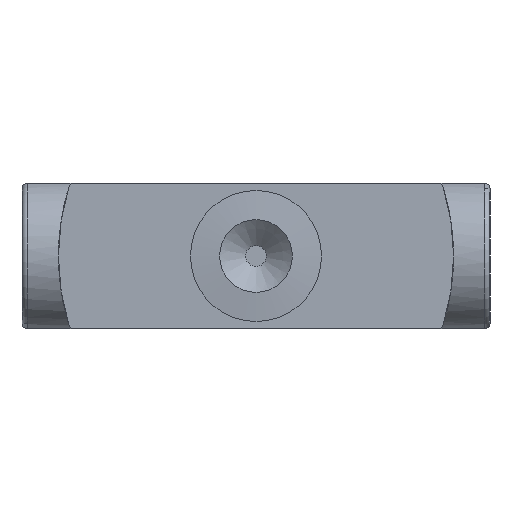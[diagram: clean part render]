
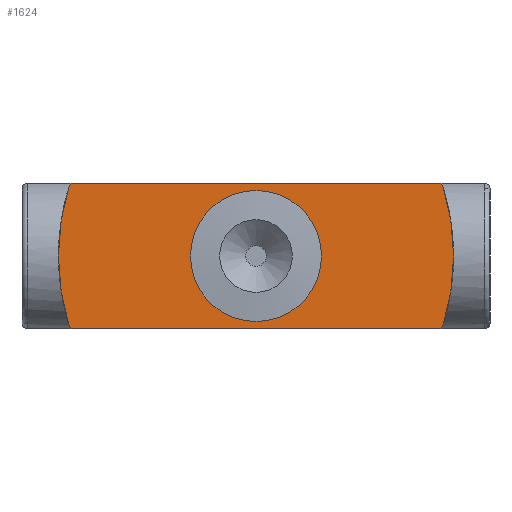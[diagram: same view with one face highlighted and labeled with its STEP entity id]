
A CAD part, left-side view. The second image highlights one B-rep face of the part: STEP entity #1624.
In plain terms, the highlighted planar face has unit normal (-1, 0, 0).
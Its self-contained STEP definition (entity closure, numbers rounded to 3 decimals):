
#38=PLANE('',#1735);
#69=CIRCLE('',#1709,0.5);
#70=CIRCLE('',#1711,22.);
#71=CIRCLE('',#1713,0.5);
#75=CIRCLE('',#1721,0.5);
#77=CIRCLE('',#1725,0.5);
#79=CIRCLE('',#1729,22.);
#83=CIRCLE('',#1736,6.3);
#301=ORIENTED_EDGE('',*,*,#552,.F.);
#302=ORIENTED_EDGE('',*,*,#541,.F.);
#303=ORIENTED_EDGE('',*,*,#548,.F.);
#304=ORIENTED_EDGE('',*,*,#544,.F.);
#305=ORIENTED_EDGE('',*,*,#510,.F.);
#306=ORIENTED_EDGE('',*,*,#528,.F.);
#307=ORIENTED_EDGE('',*,*,#526,.F.);
#308=ORIENTED_EDGE('',*,*,#524,.F.);
#309=ORIENTED_EDGE('',*,*,#494,.F.);
#494=EDGE_CURVE('',#642,#643,#728,.T.);
#510=EDGE_CURVE('',#651,#652,#738,.T.);
#524=EDGE_CURVE('',#643,#660,#69,.T.);
#526=EDGE_CURVE('',#660,#661,#70,.T.);
#528=EDGE_CURVE('',#661,#651,#71,.T.);
#541=EDGE_CURVE('',#668,#642,#75,.T.);
#544=EDGE_CURVE('',#652,#670,#77,.T.);
#548=EDGE_CURVE('',#670,#668,#79,.T.);
#552=EDGE_CURVE('',#674,#674,#83,.F.);
#642=VERTEX_POINT('',#2316);
#643=VERTEX_POINT('',#2318);
#651=VERTEX_POINT('',#2342);
#652=VERTEX_POINT('',#2344);
#660=VERTEX_POINT('',#2373);
#661=VERTEX_POINT('',#2377);
#668=VERTEX_POINT('',#2441);
#670=VERTEX_POINT('',#2449);
#674=VERTEX_POINT('',#2466);
#728=LINE('',#2317,#788);
#738=LINE('',#2343,#798);
#788=VECTOR('',#1868,1000.);
#798=VECTOR('',#1892,1000.);
#867=EDGE_LOOP('',(#301));
#868=EDGE_LOOP('',(#302,#303,#304,#305,#306,#307,#308,#309));
#971=FACE_BOUND('',#867,.T.);
#972=FACE_BOUND('',#868,.T.);
#1624=ADVANCED_FACE('',(#971,#972),#38,.F.);
#1709=AXIS2_PLACEMENT_3D('',#2372,#1923,#1924);
#1711=AXIS2_PLACEMENT_3D('',#2376,#1928,#1929);
#1713=AXIS2_PLACEMENT_3D('',#2380,#1933,#1934);
#1721=AXIS2_PLACEMENT_3D('',#2442,#1950,#1951);
#1725=AXIS2_PLACEMENT_3D('',#2448,#1959,#1960);
#1729=AXIS2_PLACEMENT_3D('',#2456,#1969,#1970);
#1735=AXIS2_PLACEMENT_3D('',#2464,#1981,#1982);
#1736=AXIS2_PLACEMENT_3D('',#2465,#1983,#1984);
#1868=DIRECTION('',(0.,-1.,0.));
#1892=DIRECTION('',(0.,1.,0.));
#1923=DIRECTION('',(1.,0.,0.));
#1924=DIRECTION('',(0.,0.,-1.));
#1928=DIRECTION('',(1.,0.,0.));
#1929=DIRECTION('',(0.,0.,-1.));
#1933=DIRECTION('',(1.,0.,0.));
#1934=DIRECTION('',(0.,0.,-1.));
#1950=DIRECTION('',(1.,0.,0.));
#1951=DIRECTION('',(0.,0.,-1.));
#1959=DIRECTION('',(1.,0.,0.));
#1960=DIRECTION('',(0.,0.,-1.));
#1969=DIRECTION('',(1.,0.,0.));
#1970=DIRECTION('',(0.,0.,-1.));
#1981=DIRECTION('',(1.,0.,0.));
#1982=DIRECTION('',(0.,0.,-1.));
#1983=DIRECTION('',(1.,0.,0.));
#1984=DIRECTION('',(0.,0.,-1.));
#2316=CARTESIAN_POINT('',(0.,36.494,7.));
#2317=CARTESIAN_POINT('',(0.,36.494,7.));
#2318=CARTESIAN_POINT('',(0.,1.506,7.));
#2342=CARTESIAN_POINT('',(0.,1.506,-7.));
#2343=CARTESIAN_POINT('',(0.,1.506,-7.));
#2344=CARTESIAN_POINT('',(0.,36.494,-7.));
#2372=CARTESIAN_POINT('',(0.,1.506,6.5));
#2373=CARTESIAN_POINT('',(0.,1.029,6.651));
#2376=CARTESIAN_POINT('',(0.,22.,0.));
#2377=CARTESIAN_POINT('',(0.,1.029,-6.651));
#2380=CARTESIAN_POINT('',(0.,1.506,-6.5));
#2441=CARTESIAN_POINT('',(0.,36.971,6.651));
#2442=CARTESIAN_POINT('',(0.,36.494,6.5));
#2448=CARTESIAN_POINT('',(0.,36.494,-6.5));
#2449=CARTESIAN_POINT('',(0.,36.971,-6.651));
#2456=CARTESIAN_POINT('',(0.,16.,0.));
#2464=CARTESIAN_POINT('',(0.,36.494,6.5));
#2465=CARTESIAN_POINT('',(0.,19.,0.));
#2466=CARTESIAN_POINT('',(0.,19.,-6.3));
